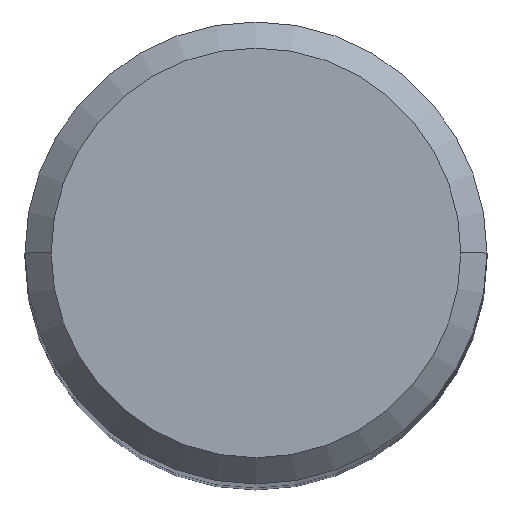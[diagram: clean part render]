
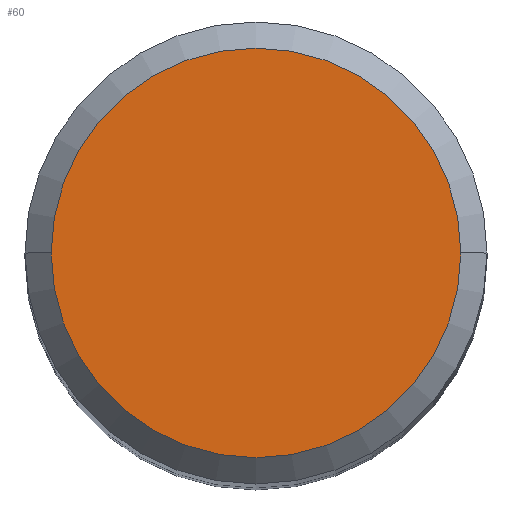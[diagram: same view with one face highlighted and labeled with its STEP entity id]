
A CAD part, top view. The second image highlights one B-rep face of the part: STEP entity #60.
In plain terms, the highlighted planar face has unit normal (0, 0, 1).
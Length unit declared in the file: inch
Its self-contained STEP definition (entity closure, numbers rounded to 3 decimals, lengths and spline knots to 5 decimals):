
#7 = DIRECTION ( 'NONE',  ( 0., 0., 1. ) ) ;
#14 = ORIENTED_EDGE ( 'NONE', *, *, #129, .T. ) ;
#30 = EDGE_LOOP ( 'NONE', ( #14, #237 ) ) ;
#36 = VERTEX_POINT ( 'NONE', #302 ) ;
#44 = CARTESIAN_POINT ( 'NONE',  ( 0., 0., 0. ) ) ;
#60 = ADVANCED_FACE ( 'NONE', ( #170 ), #276, .F. ) ;
#65 = CARTESIAN_POINT ( 'NONE',  ( 0., 0., 0. ) ) ;
#104 = CIRCLE ( 'NONE', #118, 0.24435 ) ;
#110 = DIRECTION ( 'NONE',  ( 0., 0., 1. ) ) ;
#118 = AXIS2_PLACEMENT_3D ( 'NONE', #44, #110, #313 ) ;
#129 = EDGE_CURVE ( 'NONE', #36, #288, #331, .T. ) ;
#131 = DIRECTION ( 'NONE',  ( 1., 0., 0. ) ) ;
#170 = FACE_OUTER_BOUND ( 'NONE', #30, .T. ) ;
#200 = DIRECTION ( 'NONE',  ( -1., 0., 0. ) ) ;
#223 = AXIS2_PLACEMENT_3D ( 'NONE', #277, #340, #200 ) ;
#237 = ORIENTED_EDGE ( 'NONE', *, *, #319, .T. ) ;
#276 = PLANE ( 'NONE',  #223 ) ;
#277 = CARTESIAN_POINT ( 'NONE',  ( 0., 0., 0. ) ) ;
#288 = VERTEX_POINT ( 'NONE', #318 ) ;
#302 = CARTESIAN_POINT ( 'NONE',  ( -0.24435, 0., 0. ) ) ;
#313 = DIRECTION ( 'NONE',  ( 1., 0., 0. ) ) ;
#318 = CARTESIAN_POINT ( 'NONE',  ( 0.24435, 0., 0. ) ) ;
#319 = EDGE_CURVE ( 'NONE', #288, #36, #104, .T. ) ;
#331 = CIRCLE ( 'NONE', #346, 0.24435 ) ;
#340 = DIRECTION ( 'NONE',  ( 0., 0., -1. ) ) ;
#346 = AXIS2_PLACEMENT_3D ( 'NONE', #65, #7, #131 ) ;
